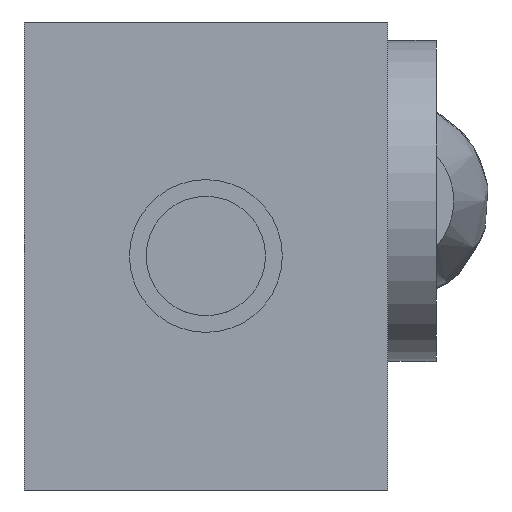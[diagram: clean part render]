
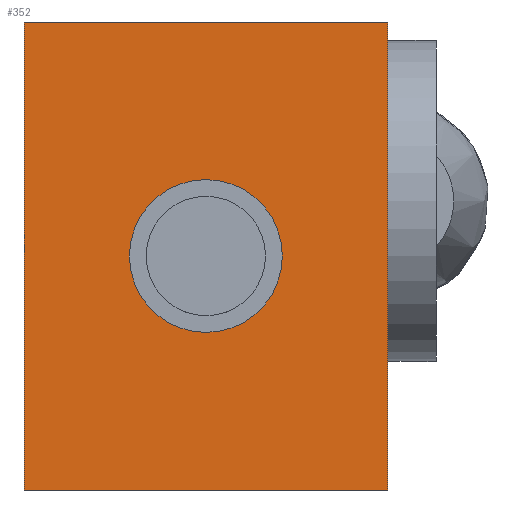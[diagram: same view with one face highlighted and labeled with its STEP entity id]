
A CAD part, front view. The second image highlights one B-rep face of the part: STEP entity #352.
In plain terms, the highlighted planar face has unit normal (0, -1, 0).
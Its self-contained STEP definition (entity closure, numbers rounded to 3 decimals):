
#352 = ADVANCED_FACE( '', ( #762, #763 ), #764, .F. );
#762 = FACE_BOUND( '', #1367, .T. );
#763 = FACE_OUTER_BOUND( '', #1368, .T. );
#764 = PLANE( '', #1369 );
#1367 = EDGE_LOOP( '', ( #2050 ) );
#1368 = EDGE_LOOP( '', ( #2051, #2052, #2053, #2054 ) );
#1369 = AXIS2_PLACEMENT_3D( '', #2055, #2056, #2057 );
#2050 = ORIENTED_EDGE( '', *, *, #2867, .F. );
#2051 = ORIENTED_EDGE( '', *, *, #2920, .T. );
#2052 = ORIENTED_EDGE( '', *, *, #2921, .F. );
#2053 = ORIENTED_EDGE( '', *, *, #2922, .F. );
#2054 = ORIENTED_EDGE( '', *, *, #2923, .T. );
#2055 = CARTESIAN_POINT( '', ( 19.8, -29.75, 25.5 ) );
#2056 = DIRECTION( '', ( 0., 1., 0. ) );
#2057 = DIRECTION( '', ( 0., 0., 1. ) );
#2867 = EDGE_CURVE( '', #3268, #3268, #3269, .T. );
#2920 = EDGE_CURVE( '', #3354, #3355, #3356, .T. );
#2921 = EDGE_CURVE( '', #3357, #3355, #3358, .T. );
#2922 = EDGE_CURVE( '', #3359, #3357, #3360, .T. );
#2923 = EDGE_CURVE( '', #3359, #3354, #3361, .T. );
#3268 = VERTEX_POINT( '', #3855 );
#3269 = CIRCLE( '', #3856, 8.33 );
#3354 = VERTEX_POINT( '', #4123 );
#3355 = VERTEX_POINT( '', #4124 );
#3356 = LINE( '', #4125, #4126 );
#3357 = VERTEX_POINT( '', #4127 );
#3358 = LINE( '', #4128, #4129 );
#3359 = VERTEX_POINT( '', #4130 );
#3360 = LINE( '', #4131, #4132 );
#3361 = LINE( '', #4133, #4134 );
#3855 = CARTESIAN_POINT( '', ( 0., -29.75, -8.33 ) );
#3856 = AXIS2_PLACEMENT_3D( '', #4763, #4764, #4765 );
#4123 = CARTESIAN_POINT( '', ( -19.8, -29.75, 25.5 ) );
#4124 = CARTESIAN_POINT( '', ( -19.8, -29.75, -25.5 ) );
#4125 = CARTESIAN_POINT( '', ( -19.8, -29.75, 25.5 ) );
#4126 = VECTOR( '', #4848, 1000. );
#4127 = CARTESIAN_POINT( '', ( 19.8, -29.75, -25.5 ) );
#4128 = CARTESIAN_POINT( '', ( 19.8, -29.75, -25.5 ) );
#4129 = VECTOR( '', #4849, 1000. );
#4130 = CARTESIAN_POINT( '', ( 19.8, -29.75, 25.5 ) );
#4131 = CARTESIAN_POINT( '', ( 19.8, -29.75, 25.5 ) );
#4132 = VECTOR( '', #4850, 1000. );
#4133 = CARTESIAN_POINT( '', ( 19.8, -29.75, 25.5 ) );
#4134 = VECTOR( '', #4851, 1000. );
#4763 = CARTESIAN_POINT( '', ( 0., -29.75, 0. ) );
#4764 = DIRECTION( '', ( 0., -1., 0. ) );
#4765 = DIRECTION( '', ( 0., 0., -1. ) );
#4848 = DIRECTION( '', ( 0., 0., -1. ) );
#4849 = DIRECTION( '', ( -1., 0., 0. ) );
#4850 = DIRECTION( '', ( 0., 0., -1. ) );
#4851 = DIRECTION( '', ( -1., 0., 0. ) );
